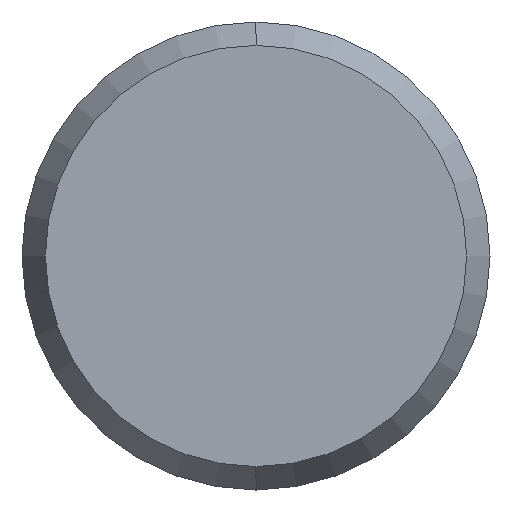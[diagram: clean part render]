
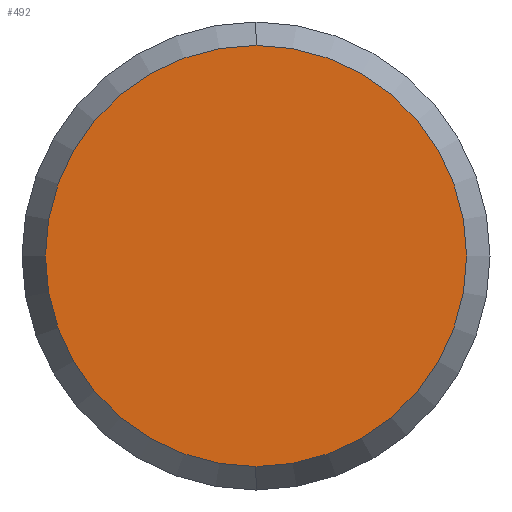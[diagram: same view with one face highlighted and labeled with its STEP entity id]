
A CAD part, left-side view. The second image highlights one B-rep face of the part: STEP entity #492.
In plain terms, the highlighted planar face has unit normal (-1, 0, 0).
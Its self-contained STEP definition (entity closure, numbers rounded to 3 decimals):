
#14 = DIRECTION ( 'NONE',  ( -1., 0., 0. ) ) ;
#17 = VERTEX_POINT ( 'NONE', #33 ) ;
#33 = CARTESIAN_POINT ( 'NONE',  ( 0., 0., -18. ) ) ;
#89 = DIRECTION ( 'NONE',  ( 0., 0., 1. ) ) ;
#100 = AXIS2_PLACEMENT_3D ( 'NONE', #558, #604, #89 ) ;
#112 = DIRECTION ( 'NONE',  ( 0., 0., 1. ) ) ;
#115 = FACE_OUTER_BOUND ( 'NONE', #595, .T. ) ;
#138 = AXIS2_PLACEMENT_3D ( 'NONE', #442, #14, #112 ) ;
#144 = CIRCLE ( 'NONE', #100, 18. ) ;
#160 = EDGE_CURVE ( 'NONE', #235, #17, #144, .T. ) ;
#169 = DIRECTION ( 'NONE',  ( 0., 0., -1. ) ) ;
#203 = PLANE ( 'NONE',  #369 ) ;
#235 = VERTEX_POINT ( 'NONE', #475 ) ;
#246 = DIRECTION ( 'NONE',  ( 1., 0., 0. ) ) ;
#325 = EDGE_CURVE ( 'NONE', #17, #235, #591, .T. ) ;
#369 = AXIS2_PLACEMENT_3D ( 'NONE', #528, #246, #169 ) ;
#442 = CARTESIAN_POINT ( 'NONE',  ( 0., 0., 0. ) ) ;
#475 = CARTESIAN_POINT ( 'NONE',  ( 0., 0., 18. ) ) ;
#492 = ADVANCED_FACE ( 'NONE', ( #115 ), #203, .F. ) ;
#528 = CARTESIAN_POINT ( 'NONE',  ( 0., 0., 0. ) ) ;
#535 = ORIENTED_EDGE ( 'NONE', *, *, #325, .T. ) ;
#552 = ORIENTED_EDGE ( 'NONE', *, *, #160, .T. ) ;
#558 = CARTESIAN_POINT ( 'NONE',  ( 0., 0., 0. ) ) ;
#591 = CIRCLE ( 'NONE', #138, 18. ) ;
#595 = EDGE_LOOP ( 'NONE', ( #552, #535 ) ) ;
#604 = DIRECTION ( 'NONE',  ( -1., 0., 0. ) ) ;
